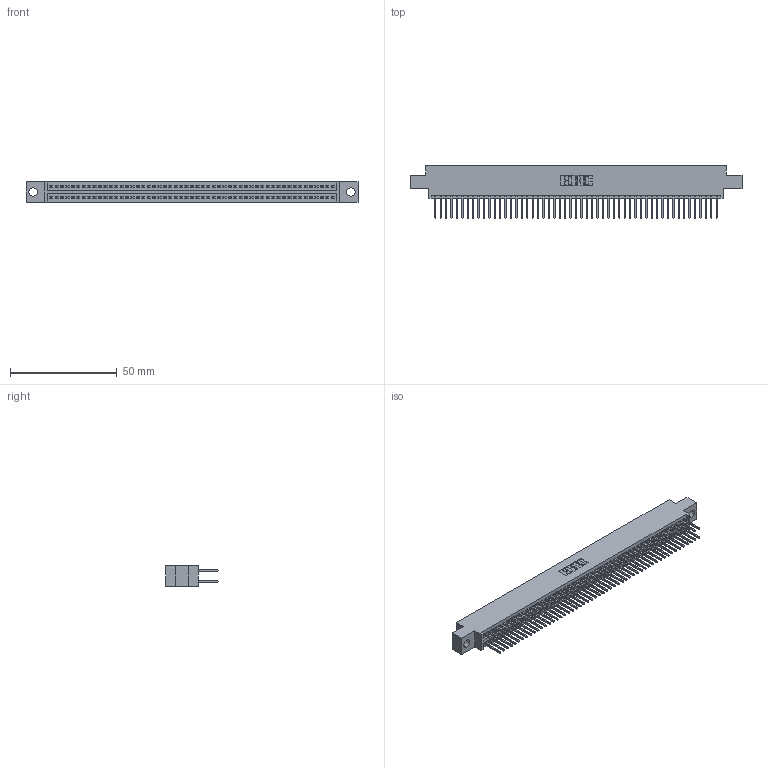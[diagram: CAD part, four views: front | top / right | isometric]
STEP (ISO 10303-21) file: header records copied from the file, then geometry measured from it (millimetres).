
FILE_DESCRIPTION (( 'STEP AP203' ), '1' );
FILE_NAME ('345-106-523-804.STEP', '2018-10-06T03:37:37', ( '' ), ( '' ), 'SwSTEP 2.0', 'SolidWorks 2016', '' );
FILE_SCHEMA (( 'CONFIG_CONTROL_DESIGN' ));
Length unit declared in the file: inch
Products named in the file (3): 345 Part_0.170 Offset - 0.156 Dia-TH; 345-292-001_345-293-123; 345-106-523-804
Assembly tree (107 placements, depth 2):
  345-106-523-804
    345 Part_0.170 Offset - 0.156 Dia-TH
    345-292-001_345-293-123  x106
Bounding box: 155.83 x 24.82 x 9.4 mm (x, y, z)
Volume: 15255.6 mm3; surface area: 23696.5 mm2
Topology: 107 solids, 107 shells, 5430 faces, 16147 edges, 10622 vertices
Faces by surface type: plane 3582, cylinder 1848
Entity records: 40257 total; most frequent: CARTESIAN_POINT 6740, ORIENTED_EDGE 6674, DIRECTION 5929, EDGE_CURVE 3337, VECTOR 2993, LINE 2993, VERTEX_POINT 2222, AXIS2_PLACEMENT_3D 1468
